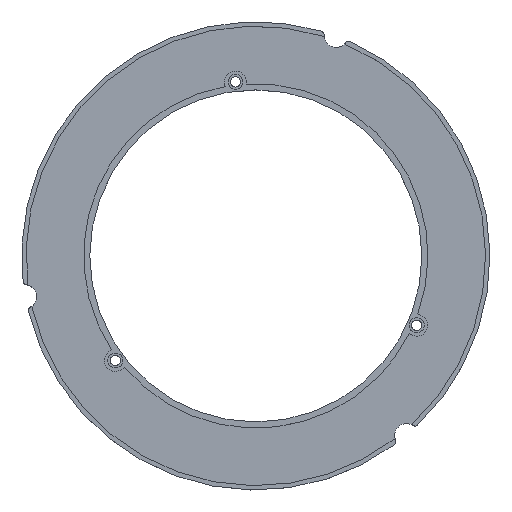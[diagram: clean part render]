
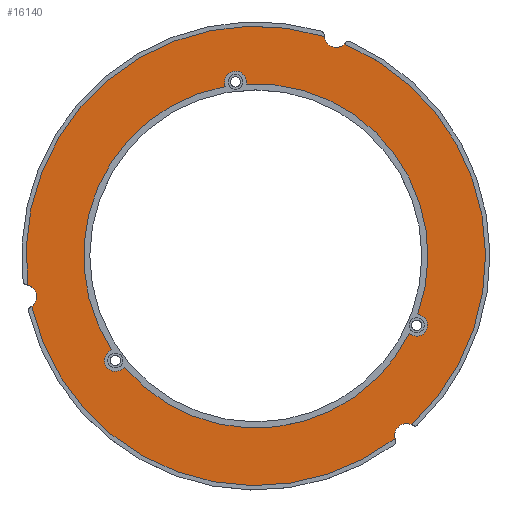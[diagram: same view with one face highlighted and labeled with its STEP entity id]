
A CAD part, top view. The second image highlights one B-rep face of the part: STEP entity #16140.
In plain terms, the highlighted planar face has unit normal (0, 0, 1).
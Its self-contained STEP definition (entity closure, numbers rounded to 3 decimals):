
#520=CARTESIAN_POINT('',(11.933,38.319,-0.4));
#530=VERTEX_POINT('',#520);
#580=CARTESIAN_POINT('',(0.,0.,-0.4))
;
#590=DIRECTION('',(0.,0.,1.));
#600=DIRECTION('',(-0.5,-0.866,0.));
#610=AXIS2_PLACEMENT_3D('',#580,#590,#600);
#620=CIRCLE('',#610,40.135);
#630=CARTESIAN_POINT('',(-39.809,-5.098,-0.4));
#640=VERTEX_POINT('',#630);
#650=EDGE_CURVE('',#530,#640,#620,.T.);
#6160=CARTESIAN_POINT('',(27.345,-13.865,-0.4));
#6170=VERTEX_POINT('',#6160);
#6200=CARTESIAN_POINT('',(26.804,-13.631,-0.4));
#6210=DIRECTION('',(0.918,-0.396,0.));
#6220=VECTOR('',#6210,1.);
#6230=LINE('',#6200,#6220);
#6240=CARTESIAN_POINT('',(26.804,-13.631,-0.4));
#6250=VERTEX_POINT('',#6240);
#6260=EDGE_CURVE('',#6250,#6170,#6230,.T.);
#6620=CARTESIAN_POINT('',(15.49,37.025,-0.4));
#6630=VERTEX_POINT('',#6620);
#6660=CARTESIAN_POINT('',(14.023,38.527,-0.4));
#6670=DIRECTION('',(0.,0.,1.));
#6680=DIRECTION('',(-0.5,-0.866,0.));
#6690=AXIS2_PLACEMENT_3D('',#6660,#6670,#6680);
#6700=CIRCLE('',#6690,2.1);
#6710=EDGE_CURVE('',#530,#6630,#6700,.T.);
#9000=CARTESIAN_POINT('',(-25.68,-16.749,-0.4));
#9010=VERTEX_POINT('',#9000);
#9040=CARTESIAN_POINT('',(-25.207,-16.397,-0.4));
#9050=DIRECTION('',(-0.802,-0.597,0.));
#9060=VECTOR('',#9050,1.);
#9070=LINE('',#9040,#9060);
#9080=CARTESIAN_POINT('',(-25.207,-16.397,-0.4));
#9090=VERTEX_POINT('',#9080);
#9100=EDGE_CURVE('',#9090,#9010,#9070,.T.);
#10380=CARTESIAN_POINT('',(24.32,-31.927,-0.4));
#10390=VERTEX_POINT('',#10380);
#10420=CARTESIAN_POINT('',(26.354,-31.408,-0.4));
#10430=DIRECTION('',(0.,0.,1.));
#10440=DIRECTION('',(-0.5,0.866,0.));
#10450=AXIS2_PLACEMENT_3D('',#10420,#10430,#10440);
#10460=CIRCLE('',#10450,2.1);
#10470=CARTESIAN_POINT('',(27.219,-29.494,-0.4));
#10480=VERTEX_POINT('',#10470);
#10490=EDGE_CURVE('',#10480,#10390,#10460,.T.);
#10730=CARTESIAN_POINT('',(-1.665,30.614,-0.4));
#10740=VERTEX_POINT('',#10730);
#10770=CARTESIAN_POINT('',(-1.597,30.028,-0.4));
#10780=DIRECTION('',(-0.116,0.993,0.));
#10790=VECTOR('',#10780,1.);
#10800=LINE('',#10770,#10790);
#10810=CARTESIAN_POINT('',(-1.597,30.028,-0.4));
#10820=VERTEX_POINT('',#10810);
#10830=EDGE_CURVE('',#10820,#10740,#10800,.T.);
#15040=CARTESIAN_POINT('',(-9.151,34.151,-0.4));
#15050=DIRECTION('',(0.,0.,1.));
#15060=DIRECTION('',(-0.5,-0.866,0.));
#15070=AXIS2_PLACEMENT_3D('',#15040,#15050,#15060);
#15080=PLANE('',#15070);
#15090=CARTESIAN_POINT('',(-5.44,30.173,-0.4));
#15100=DIRECTION('',(0.116,-0.993,0.));
#15110=VECTOR('',#15100,1.);
#15120=LINE('',#15090,#15110);
#15130=CARTESIAN_POINT('',(-5.44,30.173,-0.4));
#15140=VERTEX_POINT('',#15130);
#15150=CARTESIAN_POINT('',(-5.371,29.587,-0.4));
#15160=VERTEX_POINT('',#15150);
#15170=EDGE_CURVE('',#15140,#15160,#15120,.T.);
#15180=ORIENTED_EDGE('',*,*,#15170,.F.);
#15190=CARTESIAN_POINT('',(0.,0.,-0.4)
);
#15200=DIRECTION('',(0.,0.,1.));
#15210=DIRECTION('',(1.,0.,0.));
#15220=AXIS2_PLACEMENT_3D('',#15190,#15200,#15210);
#15230=CIRCLE('',#15220,30.071);
#15240=EDGE_CURVE('',#15160,#9090,#15230,.T.);
#15250=ORIENTED_EDGE('',*,*,#15240,.F.);
#15260=ORIENTED_EDGE('',*,*,#9100,.F.);
#15270=CARTESIAN_POINT('',(-24.545,-18.273,-0.4));
#15280=DIRECTION('',(0.,0.,1.));
#15290=DIRECTION('',(-0.5,0.866,0.));
#15300=AXIS2_PLACEMENT_3D('',#15270,#15280,#15290);
#15310=CIRCLE('',#15300,1.9);
#15320=CARTESIAN_POINT('',(-23.41,-19.797,-0.4));
#15330=VERTEX_POINT('',#15320);
#15340=EDGE_CURVE('',#9010,#15330,#15310,.T.);
#15350=ORIENTED_EDGE('',*,*,#15340,.F.);
#15360=CARTESIAN_POINT('',(-23.41,-19.797,-0.4));
#15370=DIRECTION('',(0.802,0.597,0.));
#15380=VECTOR('',#15370,1.);
#15390=LINE('',#15360,#15380);
#15400=CARTESIAN_POINT('',(-22.938,-19.445,-0.4));
#15410=VERTEX_POINT('',#15400);
#15420=EDGE_CURVE('',#15330,#15410,#15390,.T.);
#15430=ORIENTED_EDGE('',*,*,#15420,.F.);
#15440=CARTESIAN_POINT('',(0.,0.,-0.4
));
#15450=DIRECTION('',(0.,0.,1.));
#15460=DIRECTION('',(-0.5,0.866,0.));
#15470=AXIS2_PLACEMENT_3D('',#15440,#15450,#15460);
#15480=CIRCLE('',#15470,30.071);
#15490=EDGE_CURVE('',#15410,#6250,#15480,.T.);
#15500=ORIENTED_EDGE('',*,*,#15490,.F.);
#15510=ORIENTED_EDGE('',*,*,#6260,.F.);
#15520=CARTESIAN_POINT('',(28.097,-12.12,-0.4));
#15530=DIRECTION('',(0.,0.,1.));
#15540=DIRECTION('',(-0.5,-0.866,0.));
#15550=AXIS2_PLACEMENT_3D('',#15520,#15530,#15540);
#15560=CIRCLE('',#15550,1.9);
#15570=CARTESIAN_POINT('',(28.85,-10.375,-0.4));
#15580=VERTEX_POINT('',#15570);
#15590=EDGE_CURVE('',#6170,#15580,#15560,.T.);
#15600=ORIENTED_EDGE('',*,*,#15590,.F.);
#15610=CARTESIAN_POINT('',(28.85,-10.375,-0.4));
#15620=DIRECTION('',(-0.918,0.396,0.));
#15630=VECTOR('',#15620,1.);
#15640=LINE('',#15610,#15630);
#15650=CARTESIAN_POINT('',(28.309,-10.142,-0.4));
#15660=VERTEX_POINT('',#15650);
#15670=EDGE_CURVE('',#15580,#15660,#15640,.T.);
#15680=ORIENTED_EDGE('',*,*,#15670,.F.);
#15690=CARTESIAN_POINT('',(0.,0.,-0.4
));
#15700=DIRECTION('',(0.,0.,1.));
#15710=DIRECTION('',(-0.5,-0.866,0.));
#15720=AXIS2_PLACEMENT_3D('',#15690,#15700,#15710);
#15730=CIRCLE('',#15720,30.071);
#15740=EDGE_CURVE('',#15660,#10820,#15730,.T.);
#15750=ORIENTED_EDGE('',*,*,#15740,.F.);
#15760=ORIENTED_EDGE('',*,*,#10830,.F.);
#15770=CARTESIAN_POINT('',(-3.552,30.393,-0.4));
#15780=DIRECTION('',(0.,0.,1.));
#15790=DIRECTION('',(1.,0.,0.));
#15800=AXIS2_PLACEMENT_3D('',#15770,#15780,#15790);
#15810=CIRCLE('',#15800,1.9);
#15820=EDGE_CURVE('',#10740,#15140,#15810,.T.);
#15830=ORIENTED_EDGE('',*,*,#15820,.F.);
#15840=EDGE_LOOP('',(#15830,#15760,#15750,#15680,#15600,#15510,#15500,
#15430,#15350,#15260,#15250,#15180));
#15850=FACE_BOUND('',#15840,.T.);
#15860=ORIENTED_EDGE('',*,*,#10490,.F.);
#15870=CARTESIAN_POINT('',(0.,0.,-0.4
));
#15880=DIRECTION('',(0.,0.,1.));
#15890=DIRECTION('',(-0.5,-0.866,0.));
#15900=AXIS2_PLACEMENT_3D('',#15870,#15880,#15890);
#15910=CIRCLE('',#15900,40.135);
#15920=CARTESIAN_POINT('',(-39.152,-8.825,-0.4));
#15930=VERTEX_POINT('',#15920);
#15940=EDGE_CURVE('',#15930,#10390,#15910,.T.);
#15950=ORIENTED_EDGE('',*,*,#15940,.T.);
#15960=CARTESIAN_POINT('',(-40.377,-7.12,-0.4));
#15970=DIRECTION('',(0.,0.,1.));
#15980=DIRECTION('',(1.,0.,0.));
#15990=AXIS2_PLACEMENT_3D('',#15960,#15970,#15980);
#16000=CIRCLE('',#15990,2.1);
#16010=EDGE_CURVE('',#15930,#640,#16000,.T.);
#16020=ORIENTED_EDGE('',*,*,#16010,.F.);
#16030=ORIENTED_EDGE('',*,*,#650,.T.);
#16040=ORIENTED_EDGE('',*,*,#6710,.F.);
#16050=CARTESIAN_POINT('',(0.,0.,-0.4
));
#16060=DIRECTION('',(0.,0.,1.));
#16070=DIRECTION('',(-0.5,-0.866,0.));
#16080=AXIS2_PLACEMENT_3D('',#16050,#16060,#16070);
#16090=CIRCLE('',#16080,40.135);
#16100=EDGE_CURVE('',#10480,#6630,#16090,.T.);
#16110=ORIENTED_EDGE('',*,*,#16100,.T.);
#16120=EDGE_LOOP('',(#16110,#16040,#16030,#16020,#15950,#15860));
#16130=FACE_OUTER_BOUND('',#16120,.T.);
#16140=ADVANCED_FACE('',(#15850,#16130),#15080,.T.);
